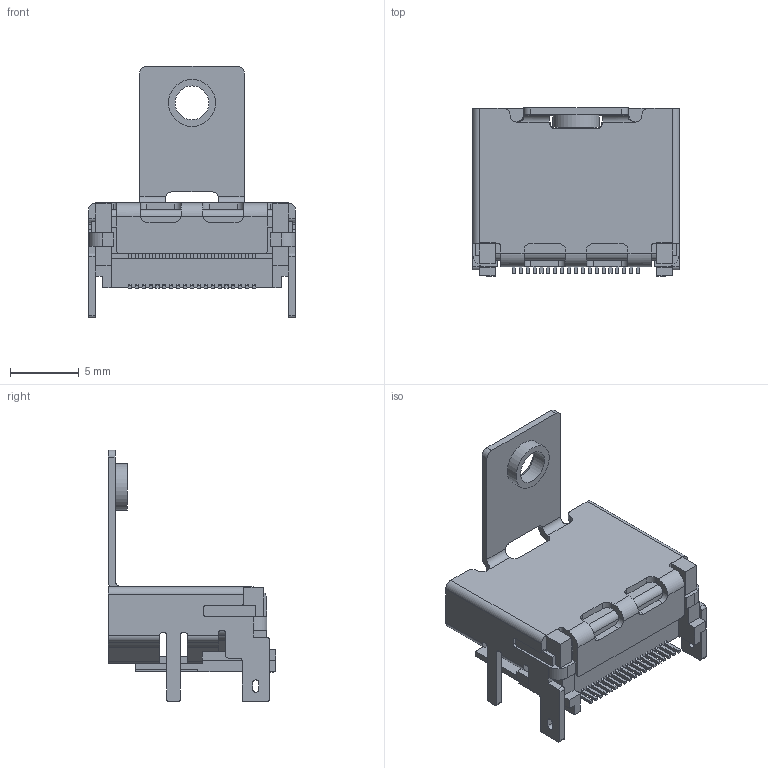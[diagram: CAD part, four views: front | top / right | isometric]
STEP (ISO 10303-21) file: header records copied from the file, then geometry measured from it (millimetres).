
FILE_DESCRIPTION( ( 'Unknown' ), '1' );
FILE_NAME( '685119135725.stp', 'Unknown', ( 'Unknown' ), ( 'Unknown' ), 'PSStep 21.0.46', 'Unknown', ' ' );
FILE_SCHEMA( ( 'AUTOMOTIVE_DESIGN { 1 0 10303 214 1 1 1 1 }' ) );
Length unit declared in the file: millimetre
Products named in the file (5): Assem1; 685119135725_Housing; 685119135725_Shielding; 685119135725_Pin1; 685119135725_Pin2
Assembly tree (21 placements, depth 2):
  Assem1
    685119135725_Housing
    685119135725_Shielding
    685119135725_Pin1  x10
    685119135725_Pin2  x9
Bounding box: 15 x 12.15 x 18.25 mm (x, y, z)
Volume: 545.7 mm3; surface area: 2069.4 mm2
Topology: 21 solids, 21 shells, 1067 faces, 2946 edges, 1875 vertices
Faces by surface type: plane 675, cylinder 339, bspline 44, torus 9
Full cylindrical faces by diameter (mm): 2.459 x1, 3.4 x1
Entity records: 26032 total; most frequent: CARTESIAN_POINT 4133, ORIENTED_EDGE 3672, DIRECTION 3391, EDGE_CURVE 1836, LINE 1463, VECTOR 1463, VERTEX_POINT 1193, AXIS2_PLACEMENT_3D 964
